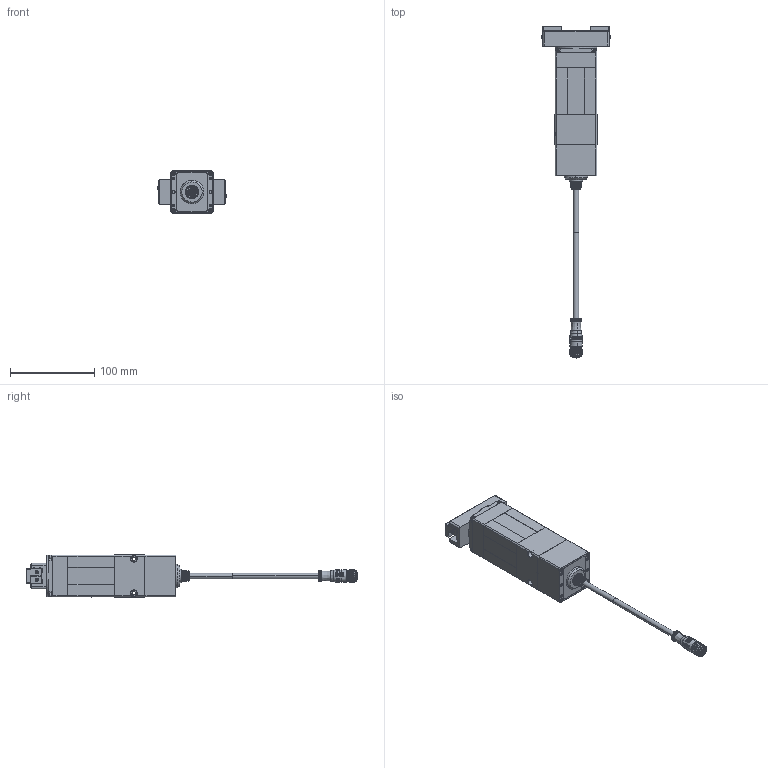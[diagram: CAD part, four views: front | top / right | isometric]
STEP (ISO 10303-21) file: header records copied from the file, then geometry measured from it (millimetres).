
FILE_DESCRIPTION (( 'STEP AP214' ), '1' );
FILE_NAME ('RGI-35-30-O-B-V1.STEP', '2022-08-15T09:48:29', ( '' ), ( '' ), 'SwSTEP 2.0', 'SolidWorks 2020', '' );
FILE_SCHEMA (( 'AUTOMOTIVE_DESIGN' ));
Length unit declared in the file: millimetre
Products named in the file (1): RGI-35-30-O-B-V1
Bounding box: 82.5 x 394.4 x 50 mm (x, y, z)
Surface area: 84354.2 mm2 (no closed solid volume)
Topology: 0 solids, 47 shells, 1789 faces, 4341 edges, 2699 vertices
Faces by surface type: plane 880, cylinder 365, bspline 251, cone 241, torus 48, sphere 4
Entity records: 91995 total; most frequent: CARTESIAN_POINT 36311, ORIENTED_EDGE 8554, DIRECTION 5466, EDGE_CURVE 4288, VERTEX_POINT 2699, B_SPLINE_CURVE_WITH_KNOTS 2186, AXIS2_PLACEMENT_3D 2091, EDGE_LOOP 1939
